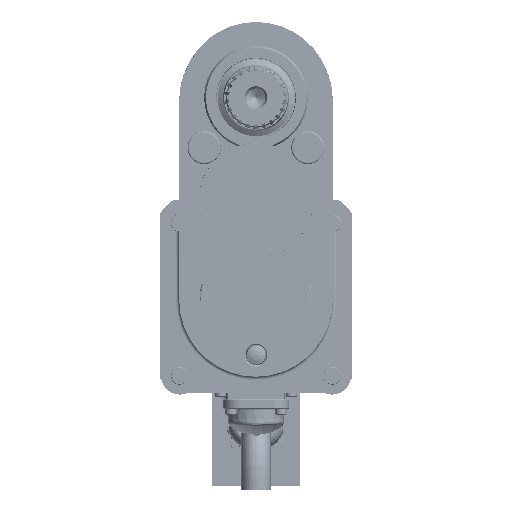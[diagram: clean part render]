
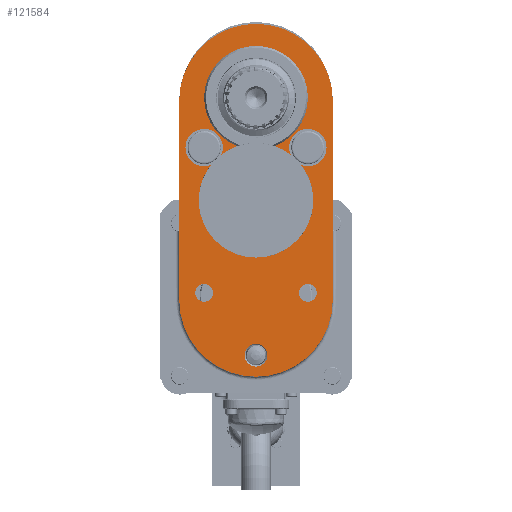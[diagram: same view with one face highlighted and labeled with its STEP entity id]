
A CAD part, left-side view. The second image highlights one B-rep face of the part: STEP entity #121584.
In plain terms, the highlighted planar face has unit normal (-1, 0, 0).
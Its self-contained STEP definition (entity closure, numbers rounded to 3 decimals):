
#4244=FACE_BOUND('',#40218,.T.);
#4245=FACE_BOUND('',#40219,.T.);
#4246=FACE_BOUND('',#40220,.T.);
#4247=FACE_BOUND('',#40221,.T.);
#4248=FACE_BOUND('',#40222,.T.);
#4249=FACE_BOUND('',#40223,.T.);
#7757=PLANE('',#133198);
#16835=LINE('',#258863,#25715);
#16843=LINE('',#258929,#25723);
#25715=VECTOR('',#164444,9.6);
#25723=VECTOR('',#164454,9.6);
#33497=FACE_OUTER_BOUND('',#40217,.T.);
#40217=EDGE_LOOP('',(#109351,#109352,#109353,#109354));
#40218=EDGE_LOOP('',(#109355));
#40219=EDGE_LOOP('',(#109356,#109357,#109358));
#40220=EDGE_LOOP('',(#109359,#109360));
#40221=EDGE_LOOP('',(#109361));
#40222=EDGE_LOOP('',(#109362));
#40223=EDGE_LOOP('',(#109363));
#45969=CIRCLE('',#133196,3.7);
#45970=CIRCLE('',#133199,3.7);
#45971=CIRCLE('',#133200,0.55);
#45972=CIRCLE('',#133201,2.763);
#45973=CIRCLE('',#133202,2.5);
#45974=CIRCLE('',#133203,2.763);
#45975=CIRCLE('',#133204,0.425);
#45976=CIRCLE('',#133205,0.425);
#45977=CIRCLE('',#133206,0.425);
#45978=CIRCLE('',#133207,0.5);
#45979=CIRCLE('',#133208,0.5);
#57465=VERTEX_POINT('',#258856);
#57466=VERTEX_POINT('',#258858);
#57467=VERTEX_POINT('',#258862);
#57475=VERTEX_POINT('',#258928);
#57476=VERTEX_POINT('',#258931);
#57477=VERTEX_POINT('',#258933);
#57478=VERTEX_POINT('',#258934);
#57479=VERTEX_POINT('',#258936);
#57480=VERTEX_POINT('',#258939);
#57481=VERTEX_POINT('',#258940);
#57482=VERTEX_POINT('',#258943);
#57483=VERTEX_POINT('',#258945);
#57484=VERTEX_POINT('',#258947);
#74937=EDGE_CURVE('',#57466,#57465,#45969,.T.);
#74939=EDGE_CURVE('',#57467,#57466,#16835,.T.);
#74948=EDGE_CURVE('',#57465,#57475,#16843,.T.);
#74949=EDGE_CURVE('',#57475,#57467,#45970,.T.);
#74950=EDGE_CURVE('',#57476,#57476,#45971,.T.);
#74951=EDGE_CURVE('',#57477,#57478,#45972,.T.);
#74952=EDGE_CURVE('',#57477,#57479,#45973,.T.);
#74953=EDGE_CURVE('',#57478,#57479,#45974,.T.);
#74954=EDGE_CURVE('',#57480,#57481,#45975,.T.);
#74955=EDGE_CURVE('',#57481,#57480,#45976,.T.);
#74956=EDGE_CURVE('',#57482,#57482,#45977,.T.);
#74957=EDGE_CURVE('',#57483,#57483,#45978,.T.);
#74958=EDGE_CURVE('',#57484,#57484,#45979,.T.);
#109351=ORIENTED_EDGE('',*,*,#74948,.T.);
#109352=ORIENTED_EDGE('',*,*,#74949,.T.);
#109353=ORIENTED_EDGE('',*,*,#74939,.T.);
#109354=ORIENTED_EDGE('',*,*,#74937,.T.);
#109355=ORIENTED_EDGE('',*,*,#74950,.T.);
#109356=ORIENTED_EDGE('',*,*,#74951,.F.);
#109357=ORIENTED_EDGE('',*,*,#74952,.T.);
#109358=ORIENTED_EDGE('',*,*,#74953,.F.);
#109359=ORIENTED_EDGE('',*,*,#74954,.F.);
#109360=ORIENTED_EDGE('',*,*,#74955,.F.);
#109361=ORIENTED_EDGE('',*,*,#74956,.T.);
#109362=ORIENTED_EDGE('',*,*,#74957,.F.);
#109363=ORIENTED_EDGE('',*,*,#74958,.F.);
#121584=ADVANCED_FACE('',(#33497,#4244,#4245,#4246,#4247,#4248,#4249),#7757,
 .T.);
#133196=AXIS2_PLACEMENT_3D('',#258859,#164439,#164440);
#133198=AXIS2_PLACEMENT_3D('',#258927,#164452,#164453);
#133199=AXIS2_PLACEMENT_3D('',#258930,#164455,#164456);
#133200=AXIS2_PLACEMENT_3D('',#258932,#164457,#164458);
#133201=AXIS2_PLACEMENT_3D('',#258935,#164459,#164460);
#133202=AXIS2_PLACEMENT_3D('',#258937,#164461,#164462);
#133203=AXIS2_PLACEMENT_3D('',#258938,#164463,#164464);
#133204=AXIS2_PLACEMENT_3D('',#258941,#164465,#164466);
#133205=AXIS2_PLACEMENT_3D('',#258942,#164467,#164468);
#133206=AXIS2_PLACEMENT_3D('',#258944,#164469,#164470);
#133207=AXIS2_PLACEMENT_3D('',#258946,#164471,#164472);
#133208=AXIS2_PLACEMENT_3D('',#258948,#164473,#164474);
#164439=DIRECTION('center_axis',(-1.,0.,0.));
#164440=DIRECTION('ref_axis',(0.,-1.,0.));
#164444=DIRECTION('',(0.,0.,1.));
#164452=DIRECTION('center_axis',(-1.,0.,0.));
#164453=DIRECTION('ref_axis',(0.,1.,0.));
#164454=DIRECTION('',(0.,0.,-1.));
#164455=DIRECTION('center_axis',(-1.,0.,0.));
#164456=DIRECTION('ref_axis',(0.,1.,0.));
#164457=DIRECTION('center_axis',(1.,0.,0.));
#164458=DIRECTION('ref_axis',(0.,0.,
-1.));
#164459=DIRECTION('center_axis',(-1.,0.,0.));
#164460=DIRECTION('ref_axis',(0.,0.329,0.944));
#164461=DIRECTION('center_axis',(1.,0.,0.));
#164462=DIRECTION('ref_axis',(0.,0.363,-0.932));
#164463=DIRECTION('center_axis',(-1.,0.,0.));
#164464=DIRECTION('ref_axis',(0.,0.329,0.944));
#164465=DIRECTION('center_axis',(-1.,0.,0.));
#164466=DIRECTION('ref_axis',(0.,1.,0.));
#164467=DIRECTION('center_axis',(-1.,0.,0.));
#164468=DIRECTION('ref_axis',(0.,1.,0.));
#164469=DIRECTION('center_axis',(1.,0.,0.));
#164470=DIRECTION('ref_axis',(0.,-1.,0.));
#164471=DIRECTION('center_axis',(-1.,0.,0.));
#164472=DIRECTION('ref_axis',(0.,1.,0.));
#164473=DIRECTION('center_axis',(-1.,0.,0.));
#164474=DIRECTION('ref_axis',(0.,1.,0.));
#258856=CARTESIAN_POINT('',(-5.8,3.7,9.585));
#258858=CARTESIAN_POINT('',(-5.8,-3.7,9.585));
#258859=CARTESIAN_POINT('Origin',(-5.8,0.,
9.585));
#258862=CARTESIAN_POINT('',(-5.8,-3.7,-0.015));
#258863=CARTESIAN_POINT('',(-5.8,-3.7,-0.015));
#258927=CARTESIAN_POINT('Origin',(-5.8,0.,
4.785));
#258928=CARTESIAN_POINT('',(-5.8,3.7,-0.015));
#258929=CARTESIAN_POINT('',(-5.8,3.7,9.585));
#258930=CARTESIAN_POINT('Origin',(-5.8,0.,
-0.015));
#258931=CARTESIAN_POINT('',(-5.8,0.,-3.227));
#258932=CARTESIAN_POINT('Origin',(-5.8,0.,
-2.677));
#258933=CARTESIAN_POINT('',(-5.8,0.908,7.394));
#258934=CARTESIAN_POINT('',(-5.8,0.,2.022));
#258935=CARTESIAN_POINT('Origin',(-5.8,0.,
4.785));
#258936=CARTESIAN_POINT('',(-5.8,-0.908,7.394));
#258937=CARTESIAN_POINT('Origin',(-5.8,0.,
9.723));
#258938=CARTESIAN_POINT('Origin',(-5.8,0.,
4.785));
#258939=CARTESIAN_POINT('',(-5.8,-2.075,0.323));
#258940=CARTESIAN_POINT('',(-5.8,-2.925,0.323));
#258941=CARTESIAN_POINT('Origin',(-5.8,-2.5,0.323));
#258942=CARTESIAN_POINT('Origin',(-5.8,-2.5,0.323));
#258943=CARTESIAN_POINT('',(-5.8,2.925,0.323));
#258944=CARTESIAN_POINT('Origin',(-5.8,2.5,0.323));
#258945=CARTESIAN_POINT('',(-5.8,-2.,7.323));
#258946=CARTESIAN_POINT('Origin',(-5.8,-2.5,7.323));
#258947=CARTESIAN_POINT('',(-5.8,3.,7.323));
#258948=CARTESIAN_POINT('Origin',(-5.8,2.5,7.323));
